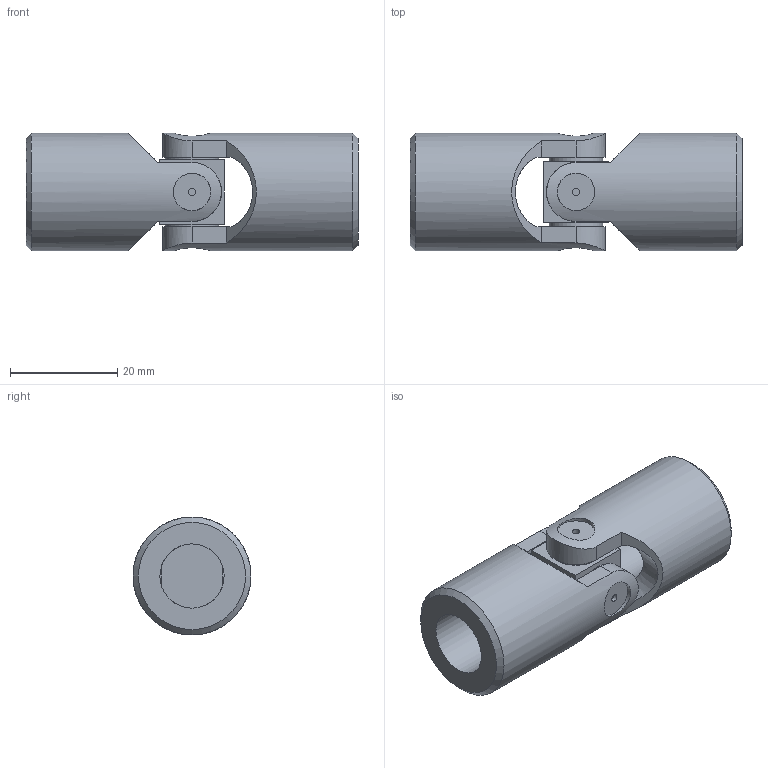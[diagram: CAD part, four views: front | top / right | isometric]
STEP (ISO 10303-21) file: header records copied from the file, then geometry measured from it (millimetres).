
FILE_DESCRIPTION( ( 'STEP AP214' ), '1' );
FILE_NAME( 'SGBS_12000_2_14b.stp', ' ', ( ' ' ), ( ' ' ), 'PSStep 15.0.47', 'PARTsolutions', ' ' );
FILE_SCHEMA( ( 'AUTOMOTIVE_DESIGN { 1 0 10303 214 1 1 1 1 }' ) );
Length unit declared in the file: millimetre
Products named in the file (3): SGBS 12000; HI_04GB-1100; HI_04GB-2
Assembly tree (3 placements, depth 2):
  SGBS 12000
    HI_04GB-1100  x2
    HI_04GB-2
Bounding box: 62 x 22 x 22 mm (x, y, z)
Volume: 15449.7 mm3; surface area: 7975.1 mm2
Topology: 3 solids, 3 shells, 60 faces, 135 edges, 93 vertices
Faces by surface type: plane 36, cylinder 20, cone 2, torus 2
Full cylindrical faces by diameter (mm): 1.4 x4, 7 x4, 10 x4, 12 x2, 22 x2
Entity records: 1617 total; most frequent: CARTESIAN_POINT 521, DIRECTION 160, ORIENTED_EDGE 124, AXIS2_PLACEMENT_3D 64, EDGE_CURVE 62, EDGE_LOOP 58, VERTEX_POINT 48, FACE_OUTER_BOUND 47
